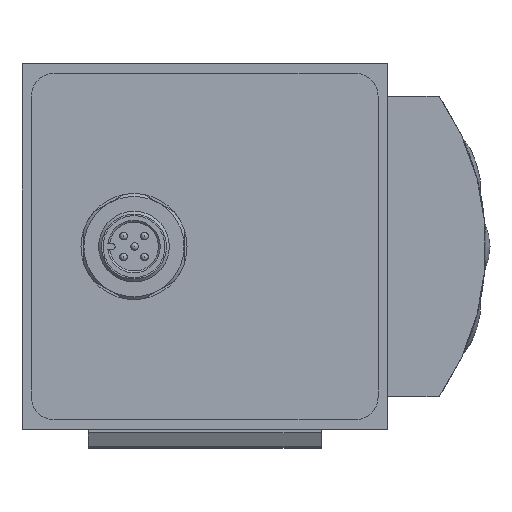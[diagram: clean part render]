
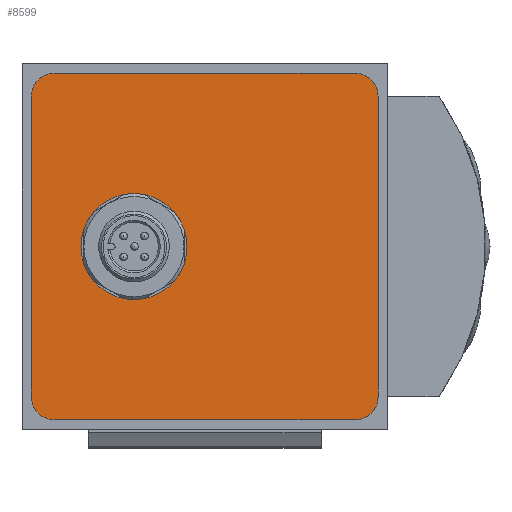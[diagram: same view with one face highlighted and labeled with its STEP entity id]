
A CAD part, front view. The second image highlights one B-rep face of the part: STEP entity #8599.
In plain terms, the highlighted planar face has unit normal (0, -1, 0).
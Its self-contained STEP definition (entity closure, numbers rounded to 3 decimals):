
#197=CIRCLE('',#9056,3.88);
#198=CIRCLE('',#9059,3.88);
#199=CIRCLE('',#9062,3.88);
#200=CIRCLE('',#9065,3.88);
#201=CIRCLE('',#9067,9.);
#1826=ORIENTED_EDGE('',*,*,#2896,.F.);
#1827=ORIENTED_EDGE('',*,*,#2881,.F.);
#1828=ORIENTED_EDGE('',*,*,#2895,.F.);
#1829=ORIENTED_EDGE('',*,*,#2893,.F.);
#1830=ORIENTED_EDGE('',*,*,#2891,.F.);
#1831=ORIENTED_EDGE('',*,*,#2889,.F.);
#1832=ORIENTED_EDGE('',*,*,#2887,.F.);
#1833=ORIENTED_EDGE('',*,*,#2885,.F.);
#1834=ORIENTED_EDGE('',*,*,#2883,.F.);
#2881=EDGE_CURVE('',#3513,#3514,#4228,.T.);
#2883=EDGE_CURVE('',#3514,#3515,#197,.T.);
#2885=EDGE_CURVE('',#3515,#3516,#4231,.T.);
#2887=EDGE_CURVE('',#3516,#3517,#198,.T.);
#2889=EDGE_CURVE('',#3517,#3518,#4234,.T.);
#2891=EDGE_CURVE('',#3518,#3519,#199,.T.);
#2893=EDGE_CURVE('',#3519,#3520,#4237,.T.);
#2895=EDGE_CURVE('',#3520,#3513,#200,.T.);
#2896=EDGE_CURVE('',#3521,#3521,#201,.F.);
#3513=VERTEX_POINT('',#12530);
#3514=VERTEX_POINT('',#12532);
#3515=VERTEX_POINT('',#12536);
#3516=VERTEX_POINT('',#12540);
#3517=VERTEX_POINT('',#12544);
#3518=VERTEX_POINT('',#12548);
#3519=VERTEX_POINT('',#12552);
#3520=VERTEX_POINT('',#12556);
#3521=VERTEX_POINT('',#12562);
#4228=LINE('',#12531,#4922);
#4231=LINE('',#12539,#4925);
#4234=LINE('',#12547,#4928);
#4237=LINE('',#12555,#4931);
#4922=VECTOR('',#10582,1000.);
#4925=VECTOR('',#10591,1000.);
#4928=VECTOR('',#10600,1000.);
#4931=VECTOR('',#10609,1000.);
#5247=EDGE_LOOP('',(#1826));
#5248=EDGE_LOOP('',(#1827,#1828,#1829,#1830,#1831,#1832,#1833,#1834));
#5624=FACE_BOUND('',#5247,.T.);
#5625=FACE_BOUND('',#5248,.T.);
#5937=PLANE('',#9066);
#8599=ADVANCED_FACE('',(#5624,#5625),#5937,.F.);
#9056=AXIS2_PLACEMENT_3D('',#12535,#10586,#10587);
#9059=AXIS2_PLACEMENT_3D('',#12543,#10595,#10596);
#9062=AXIS2_PLACEMENT_3D('',#12551,#10604,#10605);
#9065=AXIS2_PLACEMENT_3D('',#12559,#10613,#10614);
#9066=AXIS2_PLACEMENT_3D('',#12560,#10615,#10616);
#9067=AXIS2_PLACEMENT_3D('',#12561,#10617,#10618);
#10582=DIRECTION('',(0.,0.,1.));
#10586=DIRECTION('',(0.,1.,0.));
#10587=DIRECTION('',(1.,0.,0.));
#10591=DIRECTION('',(1.,0.,0.));
#10595=DIRECTION('',(0.,1.,0.));
#10596=DIRECTION('',(1.,0.,0.));
#10600=DIRECTION('',(0.,0.,-1.));
#10604=DIRECTION('',(0.,1.,0.));
#10605=DIRECTION('',(1.,0.,0.));
#10609=DIRECTION('',(-1.,0.,0.));
#10613=DIRECTION('',(0.,1.,0.));
#10614=DIRECTION('',(1.,0.,0.));
#10615=DIRECTION('',(0.,1.,0.));
#10616=DIRECTION('',(0.,0.,1.));
#10617=DIRECTION('',(0.,1.,0.));
#10618=DIRECTION('',(0.,0.,1.));
#12530=CARTESIAN_POINT('',(-29.405,-45.,-25.525));
#12531=CARTESIAN_POINT('',(-29.405,-45.,-25.525));
#12532=CARTESIAN_POINT('',(-29.405,-45.,25.525));
#12535=CARTESIAN_POINT('',(-25.525,-45.,25.525));
#12536=CARTESIAN_POINT('',(-25.525,-45.,29.405));
#12539=CARTESIAN_POINT('',(-25.525,-45.,29.405));
#12540=CARTESIAN_POINT('',(25.525,-45.,29.405));
#12543=CARTESIAN_POINT('',(25.525,-45.,25.525));
#12544=CARTESIAN_POINT('',(29.405,-45.,25.525));
#12547=CARTESIAN_POINT('',(29.405,-45.,25.525));
#12548=CARTESIAN_POINT('',(29.405,-45.,-25.525));
#12551=CARTESIAN_POINT('',(25.525,-45.,-25.525));
#12552=CARTESIAN_POINT('',(25.525,-45.,-29.405));
#12555=CARTESIAN_POINT('',(25.525,-45.,-29.405));
#12556=CARTESIAN_POINT('',(-25.525,-45.,-29.405));
#12559=CARTESIAN_POINT('',(-25.525,-45.,-25.525));
#12560=CARTESIAN_POINT('',(-25.525,-45.,25.525));
#12561=CARTESIAN_POINT('',(-12.,-45.,0.));
#12562=CARTESIAN_POINT('',(-12.,-45.,9.));
